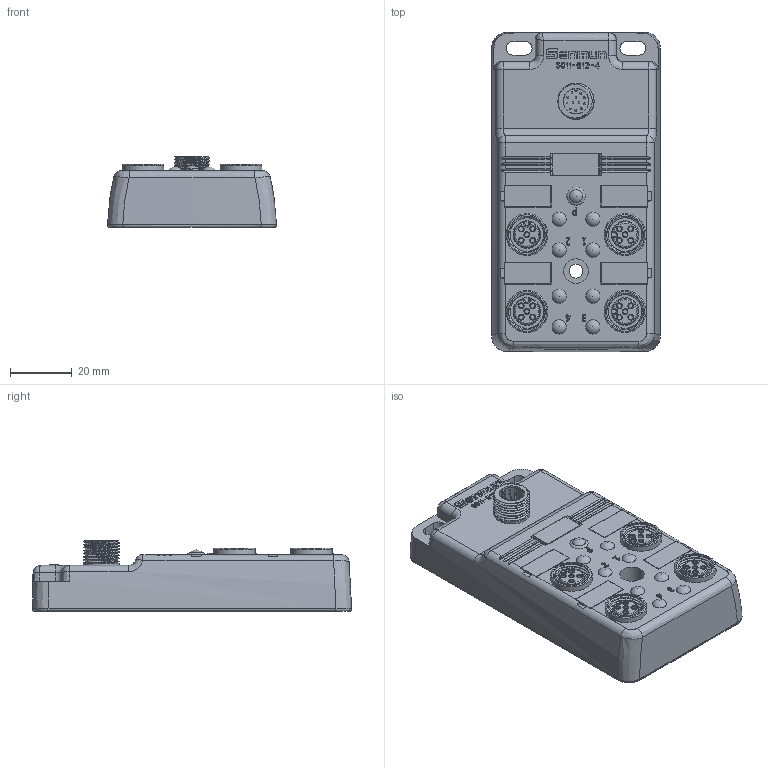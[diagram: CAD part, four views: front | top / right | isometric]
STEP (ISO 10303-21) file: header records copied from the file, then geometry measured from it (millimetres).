
FILE_DESCRIPTION(/* description */ (''),/* implementation_level */ '2;1');
FILE_NAME(/* name */ 'S011-M12-4 3D.stp',/* time_stamp */ '2024-08-15T17:16:18+08:00',/* author */ (''),/* organization */ (''),/* preprocessor_version */ 'ST-DEVELOPER v14',/* originating_system */ 'SIEMENS PLM Software NX 8.0',/* authorisation */ '');
FILE_SCHEMA (('AUTOMOTIVE_DESIGN { 1 0 10303 214 3 1 1 1 }'));
Length unit declared in the file: millimetre
Products named in the file (1): S011-M12-4 3D_stp
Bounding box: 54.93 x 103.83 x 23 mm (x, y, z)
Volume: 88631.1 mm3; surface area: 25952.5 mm2
Topology: 1 solids, 6 shells, 957 faces, 2520 edges, 1656 vertices
Faces by surface type: plane 366, cylinder 220, extrusion 180, bspline 73, cone 63, sphere 34, torus 21
Full cylindrical faces by diameter (mm): 0.6 x12, 1.5 x20, 3 x6, 4.5 x7, 8 x1, 8.3 x1, 9 x4, 9.3 x4, 11 x40, 11.7 x8, 11.8 x1, 12 x1, 13 x1
Entity records: 45198 total; most frequent: CARTESIAN_POINT 21373, ORIENTED_EDGE 4266, DIRECTION 3450, EDGE_CURVE 2133, VERTEX_POINT 1471, EDGE_LOOP 1210, AXIS2_PLACEMENT_3D 1169, VECTOR 1112
